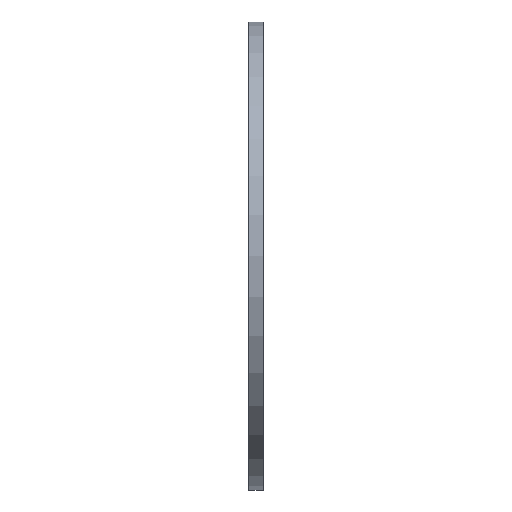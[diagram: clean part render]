
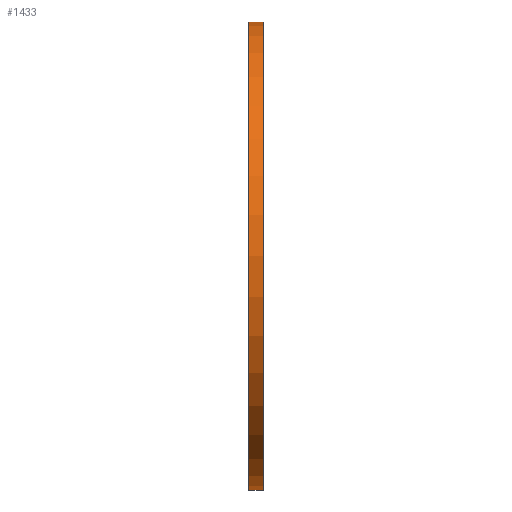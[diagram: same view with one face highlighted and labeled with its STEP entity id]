
A CAD part, left-side view. The second image highlights one B-rep face of the part: STEP entity #1433.
In plain terms, the highlighted cylindrical face has radius 375 mm (diameter 750 mm), a partial arc.
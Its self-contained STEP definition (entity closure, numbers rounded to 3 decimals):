
#4 = CARTESIAN_POINT ( 'NONE',  ( 0., 0.4, 375. ) ) ;
#322 = EDGE_CURVE ( 'NONE', #2583, #2135, #3266, .T. ) ;
#566 = DIRECTION ( 'NONE',  ( 0., 0., -1. ) ) ;
#661 = DIRECTION ( 'NONE',  ( 0., 0., -1. ) ) ;
#677 = DIRECTION ( 'NONE',  ( 0., -1., 0. ) ) ;
#710 = CARTESIAN_POINT ( 'NONE',  ( 0., 23.6, 0. ) ) ;
#760 = FACE_OUTER_BOUND ( 'NONE', #1768, .T. ) ;
#1155 = CARTESIAN_POINT ( 'NONE',  ( 0., -12.074, 375. ) ) ;
#1178 = DIRECTION ( 'NONE',  ( 0., -1., 0. ) ) ;
#1257 = EDGE_CURVE ( 'NONE', #2583, #2004, #1602, .T. ) ;
#1340 = AXIS2_PLACEMENT_3D ( 'NONE', #2554, #3172, #566 ) ;
#1433 = ADVANCED_FACE ( 'NONE', ( #760 ), #4003, .T. ) ;
#1509 = VERTEX_POINT ( 'NONE', #1605 ) ;
#1564 = EDGE_CURVE ( 'NONE', #2135, #1509, #2011, .T. ) ;
#1602 = LINE ( 'NONE', #1155, #2482 ) ;
#1603 = DIRECTION ( 'NONE',  ( 0., 1., 0. ) ) ;
#1605 = CARTESIAN_POINT ( 'NONE',  ( 0., 0.4, -375. ) ) ;
#1715 = ORIENTED_EDGE ( 'NONE', *, *, #3087, .T. ) ;
#1768 = EDGE_LOOP ( 'NONE', ( #3004, #3935, #4041, #1715 ) ) ;
#1945 = DIRECTION ( 'NONE',  ( 0., -1., 0. ) ) ;
#2004 = VERTEX_POINT ( 'NONE', #4 ) ;
#2011 = LINE ( 'NONE', #3870, #3711 ) ;
#2082 = CARTESIAN_POINT ( 'NONE',  ( 0., 23.6, -375. ) ) ;
#2135 = VERTEX_POINT ( 'NONE', #2082 ) ;
#2433 = CARTESIAN_POINT ( 'NONE',  ( 0., 23.6, 375. ) ) ;
#2482 = VECTOR ( 'NONE', #1178, 1000. ) ;
#2554 = CARTESIAN_POINT ( 'NONE',  ( 0., -12.074, 0. ) ) ;
#2583 = VERTEX_POINT ( 'NONE', #2433 ) ;
#3004 = ORIENTED_EDGE ( 'NONE', *, *, #1257, .F. ) ;
#3087 = EDGE_CURVE ( 'NONE', #1509, #2004, #3583, .T. ) ;
#3172 = DIRECTION ( 'NONE',  ( 0., -1., 0. ) ) ;
#3242 = AXIS2_PLACEMENT_3D ( 'NONE', #3535, #1603, #3842 ) ;
#3266 = CIRCLE ( 'NONE', #4177, 375. ) ;
#3535 = CARTESIAN_POINT ( 'NONE',  ( 0., 0.4, 0. ) ) ;
#3583 = CIRCLE ( 'NONE', #3242, 375. ) ;
#3711 = VECTOR ( 'NONE', #1945, 1000. ) ;
#3842 = DIRECTION ( 'NONE',  ( 0., 0., 1. ) ) ;
#3870 = CARTESIAN_POINT ( 'NONE',  ( 0., -12.074, -375. ) ) ;
#3935 = ORIENTED_EDGE ( 'NONE', *, *, #322, .T. ) ;
#4003 = CYLINDRICAL_SURFACE ( 'NONE', #1340, 375. ) ;
#4041 = ORIENTED_EDGE ( 'NONE', *, *, #1564, .T. ) ;
#4177 = AXIS2_PLACEMENT_3D ( 'NONE', #710, #677, #661 ) ;
